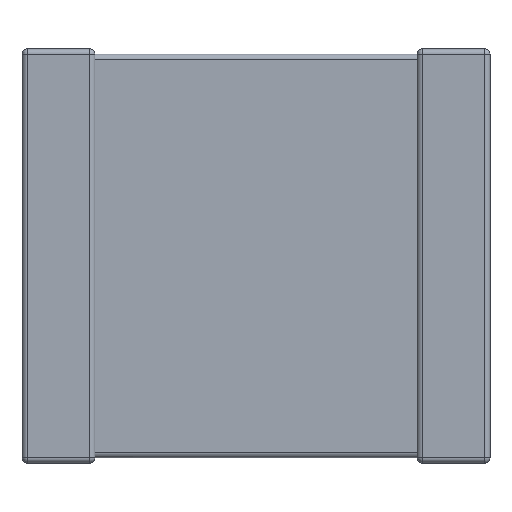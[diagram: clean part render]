
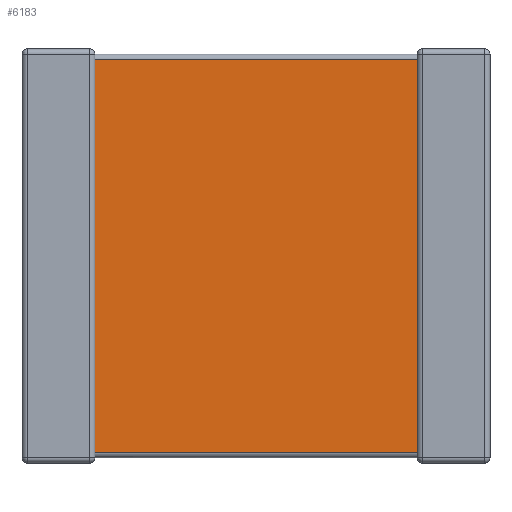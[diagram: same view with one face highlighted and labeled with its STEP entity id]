
A CAD part, front view. The second image highlights one B-rep face of the part: STEP entity #6183.
In plain terms, the highlighted planar face has unit normal (0, -1, 0).
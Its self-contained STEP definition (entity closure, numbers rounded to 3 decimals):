
#15 = CARTESIAN_POINT ( 'NONE',  ( 0.95, 0.07, -5.26 ) ) ;
#330 = EDGE_CURVE ( 'NONE', #5359, #6471, #5558, .T. ) ;
#634 = VERTEX_POINT ( 'NONE', #4645 ) ;
#643 = CARTESIAN_POINT ( 'NONE',  ( 0.95, 0.07, -0.14 ) ) ;
#852 = CARTESIAN_POINT ( 'NONE',  ( 5.15, 0.07, -5.26 ) ) ;
#858 = VERTEX_POINT ( 'NONE', #15 ) ;
#926 = EDGE_CURVE ( 'NONE', #858, #6471, #3963, .T. ) ;
#1181 = VECTOR ( 'NONE', #6999, 1000. ) ;
#2016 = PLANE ( 'NONE',  #6567 ) ;
#2178 = CARTESIAN_POINT ( 'NONE',  ( 0.95, 0.07, -5.4 ) ) ;
#2230 = EDGE_CURVE ( 'NONE', #634, #5359, #3081, .T. ) ;
#2941 = CARTESIAN_POINT ( 'NONE',  ( 5.15, 0.07, -0.14 ) ) ;
#2972 = EDGE_LOOP ( 'NONE', ( #4803, #6864, #5414, #4449 ) ) ;
#3081 = LINE ( 'NONE', #5948, #5567 ) ;
#3542 = VECTOR ( 'NONE', #6261, 1000. ) ;
#3963 = LINE ( 'NONE', #2178, #3542 ) ;
#4443 = CARTESIAN_POINT ( 'NONE',  ( 0.95, 0.07, -0.14 ) ) ;
#4449 = ORIENTED_EDGE ( 'NONE', *, *, #330, .T. ) ;
#4645 = CARTESIAN_POINT ( 'NONE',  ( 5.15, 0.07, -5.26 ) ) ;
#4799 = EDGE_CURVE ( 'NONE', #858, #634, #5443, .T. ) ;
#4803 = ORIENTED_EDGE ( 'NONE', *, *, #926, .F. ) ;
#5359 = VERTEX_POINT ( 'NONE', #2941 ) ;
#5414 = ORIENTED_EDGE ( 'NONE', *, *, #2230, .T. ) ;
#5443 = LINE ( 'NONE', #852, #1181 ) ;
#5558 = LINE ( 'NONE', #4443, #7198 ) ;
#5567 = VECTOR ( 'NONE', #6906, 1000. ) ;
#5663 = DIRECTION ( 'NONE',  ( 1., 0., 0. ) ) ;
#5948 = CARTESIAN_POINT ( 'NONE',  ( 5.15, 0.07, -5.4 ) ) ;
#6154 = DIRECTION ( 'NONE',  ( -1., 0., 0. ) ) ;
#6183 = ADVANCED_FACE ( 'NONE', ( #7105 ), #2016, .T. ) ;
#6261 = DIRECTION ( 'NONE',  ( 0., 0., 1. ) ) ;
#6471 = VERTEX_POINT ( 'NONE', #643 ) ;
#6567 = AXIS2_PLACEMENT_3D ( 'NONE', #6800, #6632, #5663 ) ;
#6632 = DIRECTION ( 'NONE',  ( 0., -1., 0. ) ) ;
#6800 = CARTESIAN_POINT ( 'NONE',  ( 0.95, 0.07, -5.4 ) ) ;
#6864 = ORIENTED_EDGE ( 'NONE', *, *, #4799, .T. ) ;
#6906 = DIRECTION ( 'NONE',  ( 0., 0., 1. ) ) ;
#6999 = DIRECTION ( 'NONE',  ( 1., 0., 0. ) ) ;
#7105 = FACE_OUTER_BOUND ( 'NONE', #2972, .T. ) ;
#7198 = VECTOR ( 'NONE', #6154, 1000. ) ;
